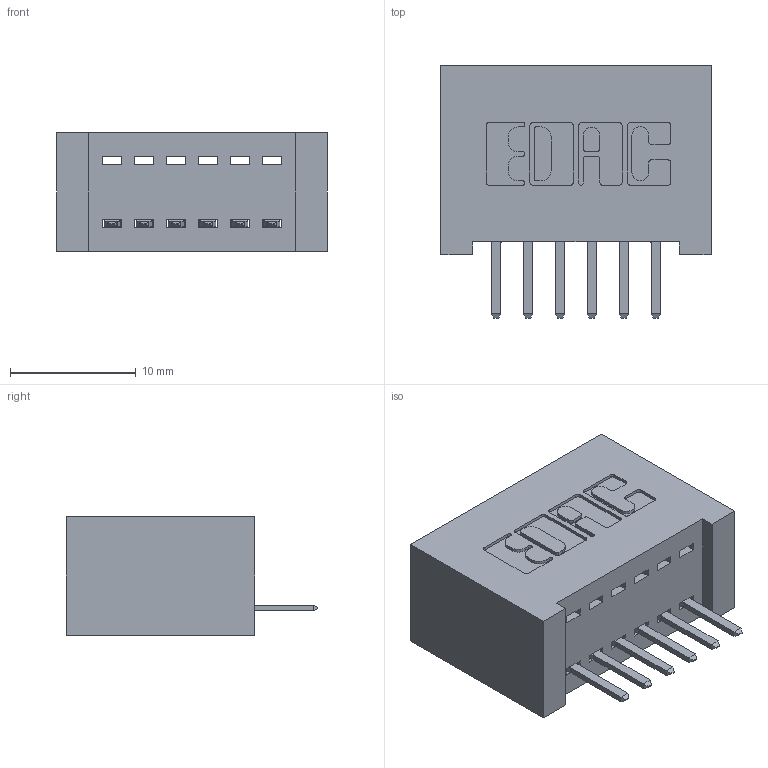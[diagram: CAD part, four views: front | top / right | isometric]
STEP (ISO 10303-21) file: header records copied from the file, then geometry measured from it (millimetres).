
FILE_DESCRIPTION (( 'STEP AP203' ), '1' );
FILE_NAME ('342-006-520-101.STEP', '2019-10-01T12:25:06', ( '' ), ( '' ), 'SwSTEP 2.0', 'SolidWorks 2016', '' );
FILE_SCHEMA (( 'CONFIG_CONTROL_DESIGN' ));
Length unit declared in the file: inch
Products named in the file (3): 345-292-001_345-293-120; 342-006-520-101; 342 Part_Lugless
Assembly tree (7 placements, depth 2):
  342-006-520-101
    342 Part_Lugless
    345-292-001_345-293-120  x6
Bounding box: 21.49 x 20.02 x 9.4 mm (x, y, z)
Volume: 2143.2 mm3; surface area: 2743.1 mm2
Topology: 7 solids, 7 shells, 474 faces, 1379 edges, 902 vertices
Faces by surface type: plane 326, cylinder 148
Entity records: 8029 total; most frequent: CARTESIAN_POINT 1408, ORIENTED_EDGE 1338, DIRECTION 1241, EDGE_CURVE 669, VECTOR 545, LINE 545, VERTEX_POINT 442, AXIS2_PLACEMENT_3D 348
